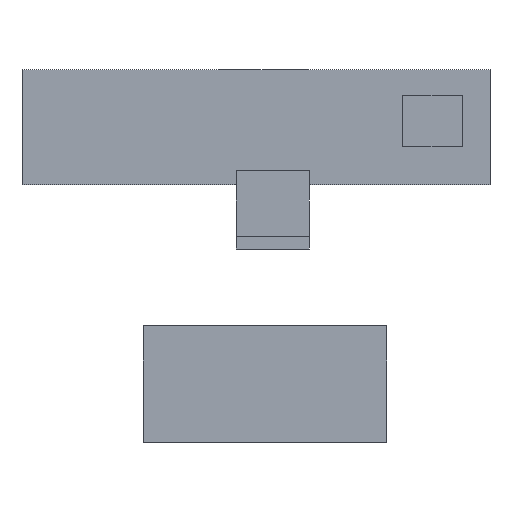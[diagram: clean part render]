
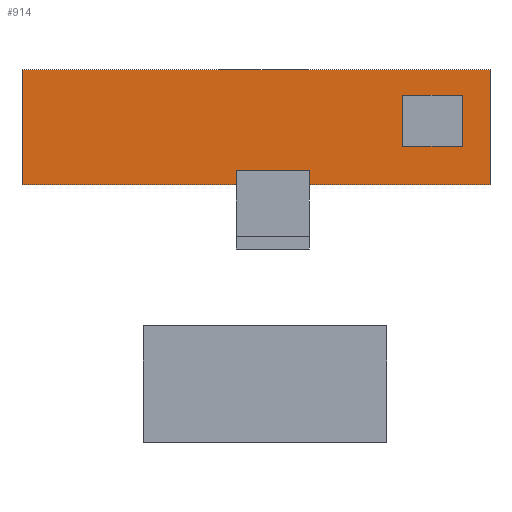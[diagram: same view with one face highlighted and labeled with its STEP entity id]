
A CAD part, front view. The second image highlights one B-rep face of the part: STEP entity #914.
In plain terms, the highlighted planar face has unit normal (0, -1, 0).
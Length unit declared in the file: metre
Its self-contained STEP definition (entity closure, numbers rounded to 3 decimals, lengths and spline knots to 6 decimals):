
#66=FACE_OUTER_BOUND('',#122,.T.);
#122=EDGE_LOOP('',(#633,#634,#635,#636));
#173=LINE('',#1372,#293);
#177=LINE('',#1380,#297);
#180=LINE('',#1386,#300);
#183=LINE('',#1391,#303);
#293=VECTOR('',#1115,0.01);
#297=VECTOR('',#1121,0.01);
#300=VECTOR('',#1126,0.01);
#303=VECTOR('',#1131,0.01);
#413=VERTEX_POINT('',#1370);
#414=VERTEX_POINT('',#1371);
#417=VERTEX_POINT('',#1379);
#419=VERTEX_POINT('',#1385);
#493=EDGE_CURVE('',#413,#414,#173,.T.);
#497=EDGE_CURVE('',#417,#413,#177,.T.);
#500=EDGE_CURVE('',#419,#417,#180,.T.);
#503=EDGE_CURVE('',#414,#419,#183,.T.);
#633=ORIENTED_EDGE('',*,*,#503,.F.);
#634=ORIENTED_EDGE('',*,*,#493,.F.);
#635=ORIENTED_EDGE('',*,*,#497,.F.);
#636=ORIENTED_EDGE('',*,*,#500,.F.);
#858=PLANE('',#1047);
#914=ADVANCED_FACE('',(#66),#858,.F.);
#1047=AXIS2_PLACEMENT_3D('',#1394,#1135,#1136);
#1115=DIRECTION('',(-1.,0.,0.));
#1121=DIRECTION('',(0.,0.,-1.));
#1126=DIRECTION('',(1.,0.,0.));
#1131=DIRECTION('',(0.,0.,1.));
#1135=DIRECTION('center_axis',(0.,1.,0.));
#1136=DIRECTION('ref_axis',(-1.,0.,0.));
#1370=CARTESIAN_POINT('',(3.716,-0.3,4.75));
#1371=CARTESIAN_POINT('',(0.065,-0.3,4.75));
#1372=CARTESIAN_POINT('',(3.716,-0.3,4.75));
#1379=CARTESIAN_POINT('',(3.716,-0.3,5.65));
#1380=CARTESIAN_POINT('',(3.716,-0.3,5.65));
#1385=CARTESIAN_POINT('',(0.065,-0.3,5.65));
#1386=CARTESIAN_POINT('',(0.065,-0.3,5.65));
#1391=CARTESIAN_POINT('',(0.065,-0.3,4.75));
#1394=CARTESIAN_POINT('Origin',(1.8905,-0.3,5.2));
